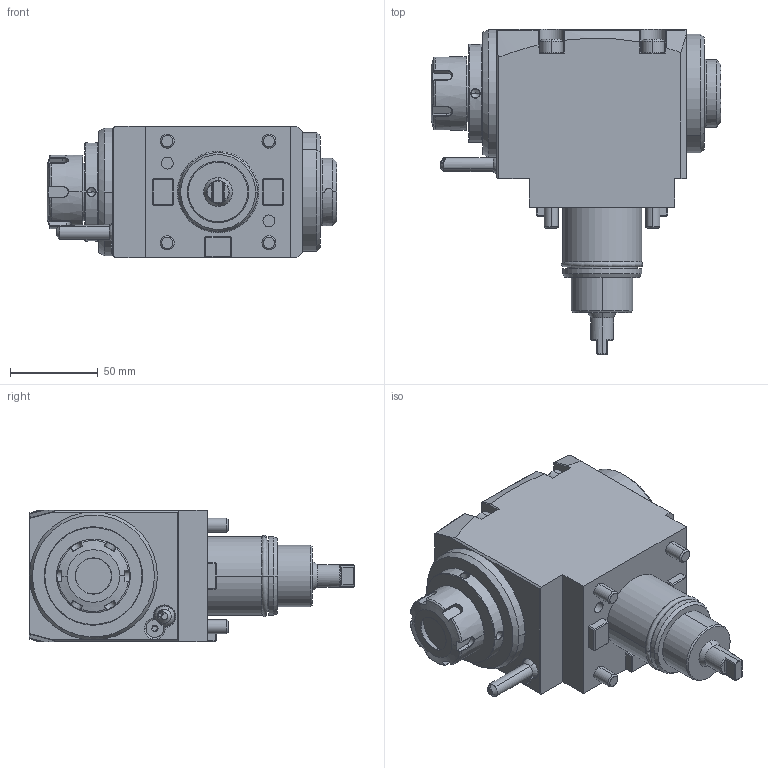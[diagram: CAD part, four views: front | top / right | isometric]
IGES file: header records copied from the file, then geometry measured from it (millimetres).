
Start section:  PTC IGES file: ngt2_45_201_25_3_3_65_do.igs
Global section: file name: ngt2_45_201_25_3_3_65_do.igs; native system: Pro/ENGINEER by Parametric Technology Corporation; preprocessor: 2010280; author: vali; organization: Unknown; date: 20230515.123408; units: millimetre
Bounding box: 165.4 x 185.5 x 75 mm (x, y, z)
Volume: 997328.5 mm3; surface area: 81129.4 mm2
Topology: 2 solids, 2 shells, 483 faces, 1162 edges, 714 vertices
Faces by surface type: bspline 276, revolution 196, extrusion 11
